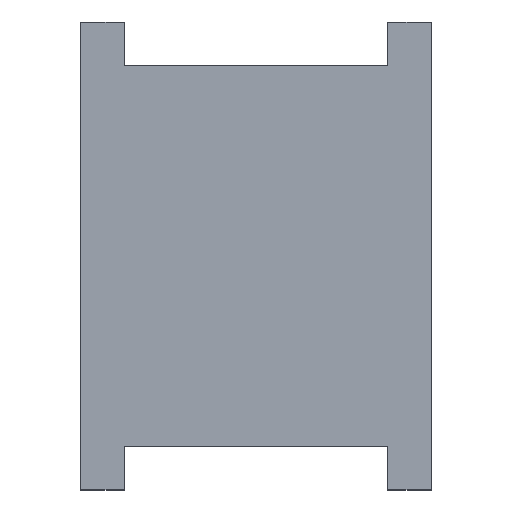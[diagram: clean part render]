
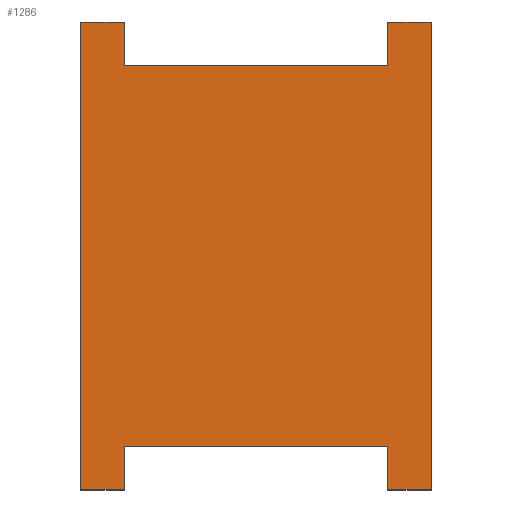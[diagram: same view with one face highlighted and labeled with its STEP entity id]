
A CAD part, top view. The second image highlights one B-rep face of the part: STEP entity #1286.
In plain terms, the highlighted planar face has unit normal (0, 0, 1).
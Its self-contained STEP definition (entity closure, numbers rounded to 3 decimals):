
#1232=AXIS2_PLACEMENT_3D('Plane Axis2P3D',#1229,#1230,#1231) ;
#487=CARTESIAN_POINT('Vertex',(60.,80.,112.5)) ;
#490=CARTESIAN_POINT('Line Origine',(60.,0.,112.5)) ;
#494=CARTESIAN_POINT('Vertex',(60.,-80.,112.5)) ;
#566=CARTESIAN_POINT('Vertex',(-60.,-80.,112.5)) ;
#569=CARTESIAN_POINT('Line Origine',(-60.,0.,112.5)) ;
#573=CARTESIAN_POINT('Vertex',(-60.,80.,112.5)) ;
#1152=CARTESIAN_POINT('Vertex',(-45.,-80.,112.5)) ;
#1155=CARTESIAN_POINT('Line Origine',(-52.5,-80.,112.5)) ;
#1171=CARTESIAN_POINT('Vertex',(45.,-80.,112.5)) ;
#1174=CARTESIAN_POINT('Line Origine',(52.5,-80.,112.5)) ;
#1191=CARTESIAN_POINT('Line Origine',(-52.5,80.,112.5)) ;
#1195=CARTESIAN_POINT('Vertex',(-45.,80.,112.5)) ;
#1210=CARTESIAN_POINT('Line Origine',(52.5,80.,112.5)) ;
#1214=CARTESIAN_POINT('Vertex',(45.,80.,112.5)) ;
#1229=CARTESIAN_POINT('Axis2P3D Location',(0.,80.,112.5)) ;
#1234=CARTESIAN_POINT('Line Origine',(-45.,-72.5,112.5)) ;
#1238=CARTESIAN_POINT('Vertex',(-45.,-65.,112.5)) ;
#1241=CARTESIAN_POINT('Line Origine',(0.,-65.,112.5)) ;
#1245=CARTESIAN_POINT('Vertex',(45.,-65.,112.5)) ;
#1248=CARTESIAN_POINT('Line Origine',(45.,-72.5,112.5)) ;
#1253=CARTESIAN_POINT('Line Origine',(45.,72.5,112.5)) ;
#1257=CARTESIAN_POINT('Vertex',(45.,65.,112.5)) ;
#1260=CARTESIAN_POINT('Line Origine',(0.,65.,112.5)) ;
#1264=CARTESIAN_POINT('Vertex',(-45.,65.,112.5)) ;
#1267=CARTESIAN_POINT('Line Origine',(-45.,72.5,112.5)) ;
#491=DIRECTION('Vector Direction',(0.,-1.,0.)) ;
#570=DIRECTION('Vector Direction',(0.,-1.,0.)) ;
#1156=DIRECTION('Vector Direction',(1.,0.,0.)) ;
#1175=DIRECTION('Vector Direction',(1.,0.,0.)) ;
#1192=DIRECTION('Vector Direction',(1.,0.,0.)) ;
#1211=DIRECTION('Vector Direction',(1.,0.,0.)) ;
#1230=DIRECTION('Axis2P3D Direction',(0.,0.,1.)) ;
#1231=DIRECTION('Axis2P3D XDirection',(-0.,-1.,0.)) ;
#1235=DIRECTION('Vector Direction',(0.,-1.,0.)) ;
#1242=DIRECTION('Vector Direction',(-1.,0.,0.)) ;
#1249=DIRECTION('Vector Direction',(0.,1.,0.)) ;
#1254=DIRECTION('Vector Direction',(0.,-1.,0.)) ;
#1261=DIRECTION('Vector Direction',(-1.,0.,0.)) ;
#1268=DIRECTION('Vector Direction',(0.,1.,0.)) ;
#492=VECTOR('Line Direction',#491,1.) ;
#571=VECTOR('Line Direction',#570,1.) ;
#1157=VECTOR('Line Direction',#1156,1.) ;
#1176=VECTOR('Line Direction',#1175,1.) ;
#1193=VECTOR('Line Direction',#1192,1.) ;
#1212=VECTOR('Line Direction',#1211,1.) ;
#1236=VECTOR('Line Direction',#1235,1.) ;
#1243=VECTOR('Line Direction',#1242,1.) ;
#1250=VECTOR('Line Direction',#1249,1.) ;
#1255=VECTOR('Line Direction',#1254,1.) ;
#1262=VECTOR('Line Direction',#1261,1.) ;
#1269=VECTOR('Line Direction',#1268,1.) ;
#1273=ORIENTED_EDGE('',*,*,#1197,.F.) ;
#1274=ORIENTED_EDGE('',*,*,#575,.F.) ;
#1275=ORIENTED_EDGE('',*,*,#1159,.T.) ;
#1276=ORIENTED_EDGE('',*,*,#1240,.F.) ;
#1277=ORIENTED_EDGE('',*,*,#1247,.F.) ;
#1278=ORIENTED_EDGE('',*,*,#1252,.F.) ;
#1279=ORIENTED_EDGE('',*,*,#1178,.T.) ;
#1280=ORIENTED_EDGE('',*,*,#496,.T.) ;
#1281=ORIENTED_EDGE('',*,*,#1216,.F.) ;
#1282=ORIENTED_EDGE('',*,*,#1259,.F.) ;
#1283=ORIENTED_EDGE('',*,*,#1266,.F.) ;
#1284=ORIENTED_EDGE('',*,*,#1271,.F.) ;
#1286=ADVANCED_FACE('Body.3',(#1285),#1233,.T.) ;
#496=EDGE_CURVE('',#495,#488,#493,.F.) ;
#575=EDGE_CURVE('',#567,#574,#572,.F.) ;
#1159=EDGE_CURVE('',#567,#1153,#1158,.T.) ;
#1178=EDGE_CURVE('',#1172,#495,#1177,.T.) ;
#1197=EDGE_CURVE('',#574,#1196,#1194,.T.) ;
#1216=EDGE_CURVE('',#1215,#488,#1213,.T.) ;
#1240=EDGE_CURVE('',#1239,#1153,#1237,.T.) ;
#1247=EDGE_CURVE('',#1246,#1239,#1244,.T.) ;
#1252=EDGE_CURVE('',#1172,#1246,#1251,.T.) ;
#1259=EDGE_CURVE('',#1258,#1215,#1256,.F.) ;
#1266=EDGE_CURVE('',#1265,#1258,#1263,.F.) ;
#1271=EDGE_CURVE('',#1196,#1265,#1270,.F.) ;
#1272=EDGE_LOOP('',(#1273,#1274,#1275,#1276,#1277,#1278,#1279,#1280,#1281,#1282,#1283,#1284)) ;
#1285=FACE_OUTER_BOUND('',#1272,.T.) ;
#493=LINE('Line',#490,#492) ;
#572=LINE('Line',#569,#571) ;
#1158=LINE('Line',#1155,#1157) ;
#1177=LINE('Line',#1174,#1176) ;
#1194=LINE('Line',#1191,#1193) ;
#1213=LINE('Line',#1210,#1212) ;
#1237=LINE('Line',#1234,#1236) ;
#1244=LINE('Line',#1241,#1243) ;
#1251=LINE('Line',#1248,#1250) ;
#1256=LINE('Line',#1253,#1255) ;
#1263=LINE('Line',#1260,#1262) ;
#1270=LINE('Line',#1267,#1269) ;
#1233=PLANE('Plane',#1232) ;
#488=VERTEX_POINT('',#487) ;
#495=VERTEX_POINT('',#494) ;
#567=VERTEX_POINT('',#566) ;
#574=VERTEX_POINT('',#573) ;
#1153=VERTEX_POINT('',#1152) ;
#1172=VERTEX_POINT('',#1171) ;
#1196=VERTEX_POINT('',#1195) ;
#1215=VERTEX_POINT('',#1214) ;
#1239=VERTEX_POINT('',#1238) ;
#1246=VERTEX_POINT('',#1245) ;
#1258=VERTEX_POINT('',#1257) ;
#1265=VERTEX_POINT('',#1264) ;
